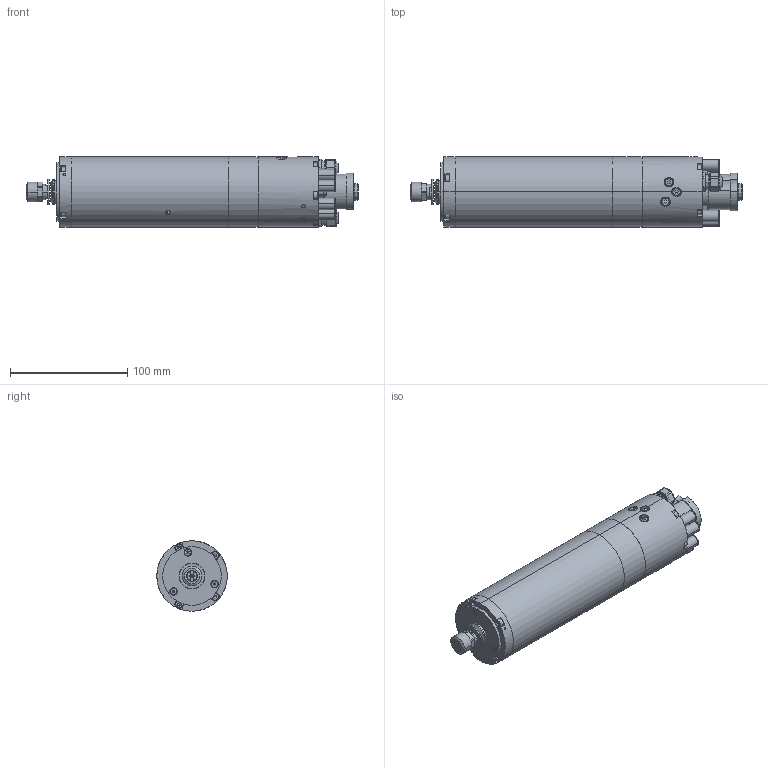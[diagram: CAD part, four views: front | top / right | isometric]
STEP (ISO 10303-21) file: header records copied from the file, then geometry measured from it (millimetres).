
FILE_DESCRIPTION (( 'STEP AP203' ), '1' );
FILE_NAME ('060A60HI-00B.STEP', '2010-05-06T14:02:07', ( 'IBAGCAD_7' ), ( 'IBAG Switzerland AG' ), 'SwSTEP 2.0', 'SolidWorks 2009', '' );
FILE_SCHEMA (( 'CONFIG_CONTROL_DESIGN' ));
Length unit declared in the file: millimetre
Products named in the file (1): 060A60HI-00B
Bounding box: 283.35 x 60 x 60 mm (x, y, z)
Surface area: 72528.7 mm2 (no closed solid volume)
Topology: 0 solids, 77 shells, 619 faces, 1983 edges, 1404 vertices
Faces by surface type: plane 291, cylinder 208, cone 68, torus 52
Entity records: 22875 total; most frequent: CARTESIAN_POINT 4912, DIRECTION 4066, ORIENTED_EDGE 3086, EDGE_CURVE 1953, AXIS2_PLACEMENT_3D 1562, VERTEX_POINT 1404, VECTOR 942, LINE 942
